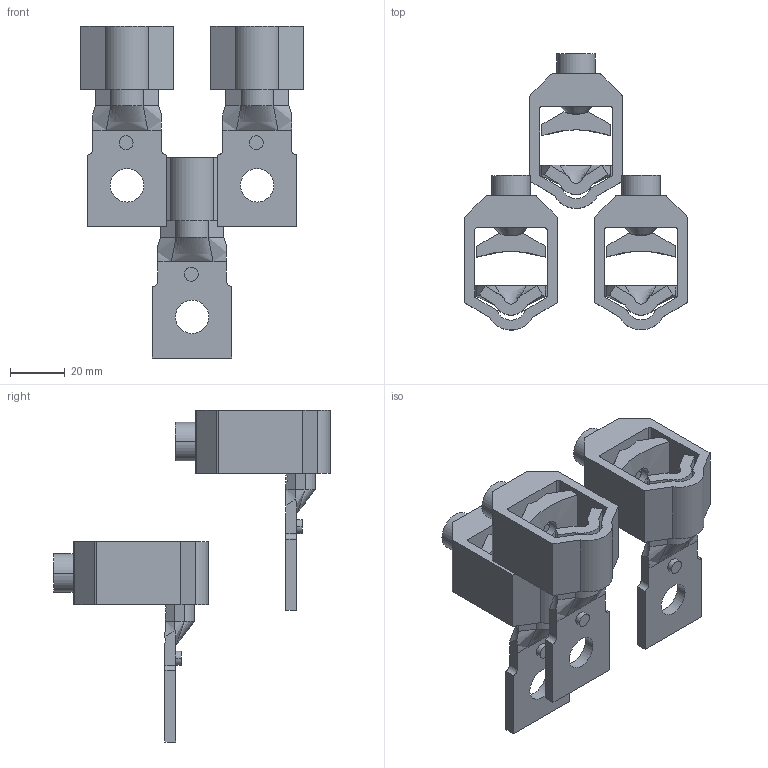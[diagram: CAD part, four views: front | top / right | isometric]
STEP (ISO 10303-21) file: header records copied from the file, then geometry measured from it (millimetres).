
FILE_DESCRIPTION((''),'2;1');
FILE_NAME('1SEB304446_ASM','2020-08-05T12:24:07',('FIALPRI1'),(''),'CREO PARAMETRIC BY PTC INC, 2019164','CREO PARAMETRIC BY PTC INC, 2019164','');
FILE_SCHEMA(('AUTOMOTIVE_DESIGN { 1 0 10303 214 1 1 1 1 }'));
Length unit declared in the file: inch
Products named in the file (6): 1SEP408111_F; MIG100121_02; MIG100171_01; MIG100122_02; NHSN722066P0003_D_ASM; 1SEB304446_ASM
Assembly tree (9 placements, depth 3):
  1SEB304446_ASM
    1SEP408111_F  x3
    NHSN722066P0003_D_ASM  x3
      MIG100121_02
      MIG100171_01
      MIG100122_02
Bounding box: 81.12 x 100.63 x 120.9 mm (x, y, z)
Volume: 78274.3 mm3; surface area: 45999.5 mm2
Topology: 12 solids, 12 shells, 1194 faces, 2811 edges, 1770 vertices
Faces by surface type: plane 504, bspline 294, cylinder 237, extrusion 135, cone 12, torus 12
Entity records: 23305 total; most frequent: CARTESIAN_POINT 8215, ORIENTED_EDGE 1800, DIRECTION 1612, PRESENTATION_STYLE_ASSIGNMENT 965, STYLED_ITEM 965, CURVE_STYLE 961, EDGE_CURVE 900, VECTOR 713
